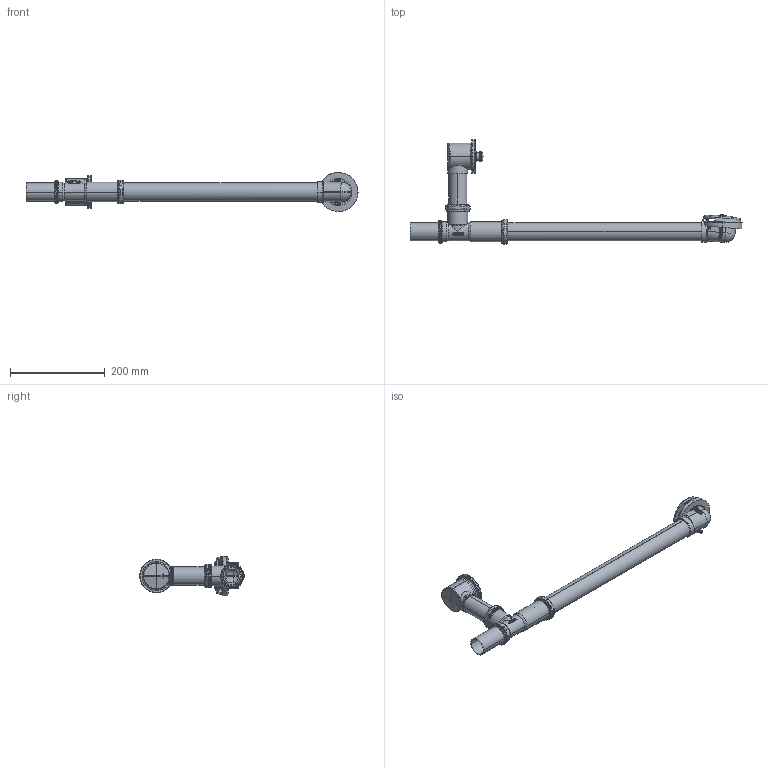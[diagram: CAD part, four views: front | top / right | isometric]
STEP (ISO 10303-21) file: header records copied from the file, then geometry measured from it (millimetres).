
FILE_DESCRIPTION((''),'2;1');
FILE_NAME('251_ASM','2021-10-25T10:56:13',('rsmith'),(''),'CREO PARAMETRIC BY PTC INC, 2018400','CREO PARAMETRIC BY PTC INC, 2018400','');
FILE_SCHEMA(('AUTOMOTIVE_DESIGN { 1 0 10303 214 1 1 1 1 }'));
Length unit declared in the file: inch
Products named in the file (23): 50241; 50242; 50238; 50239; 5-017_ASM; 91170; 50268; 50269; 50270; 50625; 92130; 91159; 270_ASM; 91169; 50243; 50236; 50244; 5-018_ASM; 91171; 50263; 92065; 266_ASM; 251_ASM
Assembly tree (25 placements, depth 3):
  251_ASM
    50241
    50242
    5-017_ASM
      50238
      50239
    91170
    270_ASM
      50268
      50269
      50270
      50625
      92130
      91159
    91169  x2
    50243  x2
    5-018_ASM
      50236
      50244
    91171
    266_ASM
      50263
      92065  x2
Bounding box: 700.33 x 220.71 x 82.55 mm (x, y, z)
Volume: 260708.7 mm3; surface area: 325920.7 mm2
Topology: 21 solids, 21 shells, 1410 faces, 3741 edges, 2384 vertices
Faces by surface type: cylinder 594, plane 345, bspline 241, cone 95, extrusion 59, torus 58, sphere 18
Entity records: 89635 total; most frequent: CARTESIAN_POINT 51604, ORIENTED_EDGE 6620, DIRECTION 5206, EDGE_CURVE 3310, PRESENTATION_STYLE_ASSIGNMENT 2556, STYLED_ITEM 2556, CURVE_STYLE 2539, VERTEX_POINT 2115
